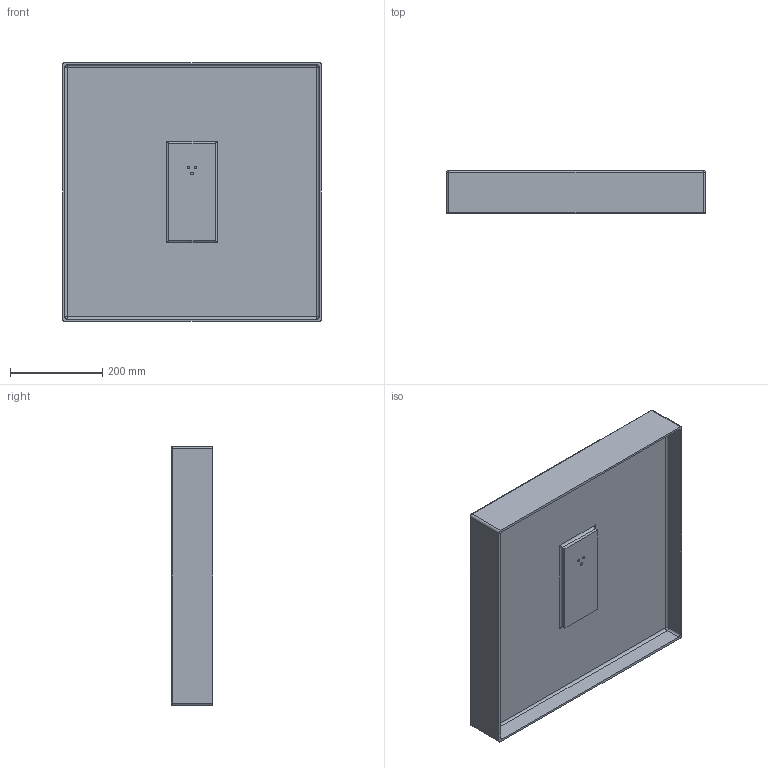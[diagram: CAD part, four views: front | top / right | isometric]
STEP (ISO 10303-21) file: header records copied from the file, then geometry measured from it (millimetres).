
FILE_DESCRIPTION (( 'STEP AP214' ), '1' );
FILE_NAME ('Top.STEP', '2023-10-24T06:32:23', ( '' ), ( '' ), 'SwSTEP 2.0', 'SolidWorks 2023', '' );
FILE_SCHEMA (( 'AUTOMOTIVE_DESIGN' ));
Length unit declared in the file: millimetre
Products named in the file (1): Top
Bounding box: 560 x 90 x 560 mm (x, y, z)
Volume: 2657849.5 mm3; surface area: 1046378 mm2
Topology: 1 solids, 1 shells, 84 faces, 190 edges, 104 vertices
Faces by surface type: cylinder 38, plane 30, sphere 8, torus 8
Entity records: 2277 total; most frequent: DIRECTION 424, CARTESIAN_POINT 383, ORIENTED_EDGE 364, EDGE_CURVE 182, AXIS2_PLACEMENT_3D 161, VERTEX_POINT 104, LINE 102, VECTOR 102
